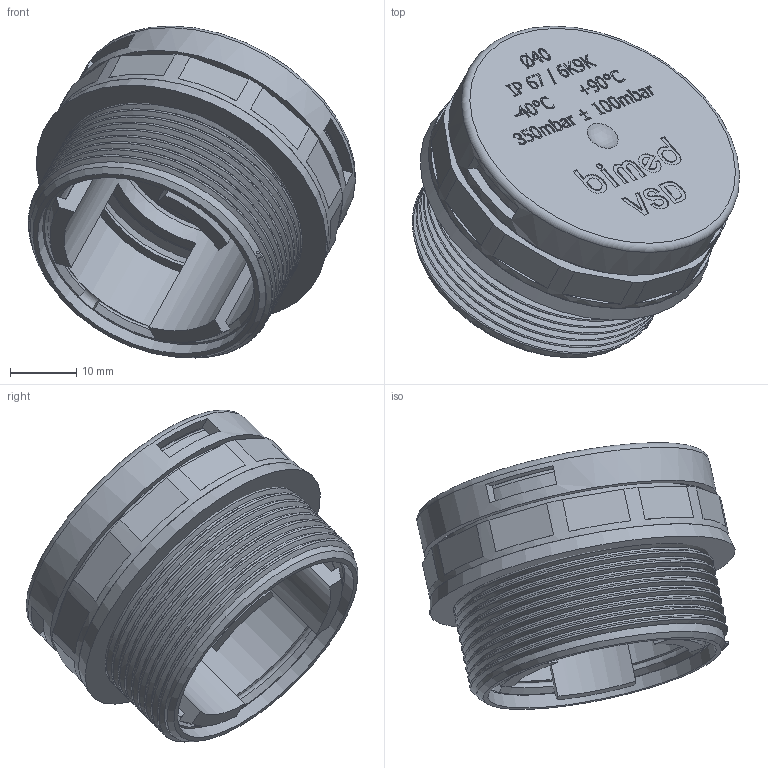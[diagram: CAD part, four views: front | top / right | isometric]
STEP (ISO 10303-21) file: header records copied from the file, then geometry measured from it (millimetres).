
FILE_DESCRIPTION(/* description */ ('Sicherheits-DAE 350'),/* implementation_level */ '2;1');
FILE_NAME(/* name */ 'M40PLCT350-RST.stp',/* time_stamp */ '2021-01-28T13:56:09+01:00',/* author */ ('sl'),/* organization */ (''),/* preprocessor_version */ 'ST-DEVELOPER v16.5',/* originating_system */ 'Autodesk Inventor 2017',/* authorisation */ '');
FILE_SCHEMA (('AUTOMOTIVE_DESIGN { 1 0 10303 214 3 1 1 }'));
Length unit declared in the file: millimetre
Products named in the file (8): M40PLCT350; Deckel-01_BT-0006-M40PLCT350; V CONTA - KAPANMIŞ; INSERT (VSD); MEMBRAN (VSD); RONDELA (VSD)-2mm Enclosure; TEL SEGMAN(ACIK)-1.8-tornalanmıs; GÖVDE (VSD)-M40(BMZ)
Assembly tree (7 placements, depth 2):
  M40PLCT350
    Deckel-01_BT-0006-M40PLCT350
    V CONTA - KAPANMIŞ
    INSERT (VSD)
    MEMBRAN (VSD)
    RONDELA (VSD)-2mm Enclosure
    TEL SEGMAN(ACIK)-1.8-tornalanmıs
    GÖVDE (VSD)-M40(BMZ)
Bounding box: 49.28 x 49.95 x 49.99 mm (x, y, z)
Volume: 17909.7 mm3; surface area: 26773.5 mm2
Topology: 8 solids, 8 shells, 886 faces, 2393 edges, 1595 vertices
Faces by surface type: plane 461, bspline 341, cylinder 50, cone 20, torus 12, sphere 2
Full cylindrical faces by diameter (mm): 0.921 x1, 2.2 x3, 27 x1, 29 x1, 30 x1, 30.551 x1, 31 x1, 31.3 x1, 34.2 x1, 35 x3, 35.2 x1, 36 x2, 38.5 x1, 41 x1, 43 x2, 45 x1, 46 x1
Entity records: 34360 total; most frequent: CARTESIAN_POINT 14279, ORIENTED_EDGE 4664, DIRECTION 2958, EDGE_CURVE 2332, VERTEX_POINT 1579, LINE 1390, VECTOR 1390, EDGE_LOOP 1029
